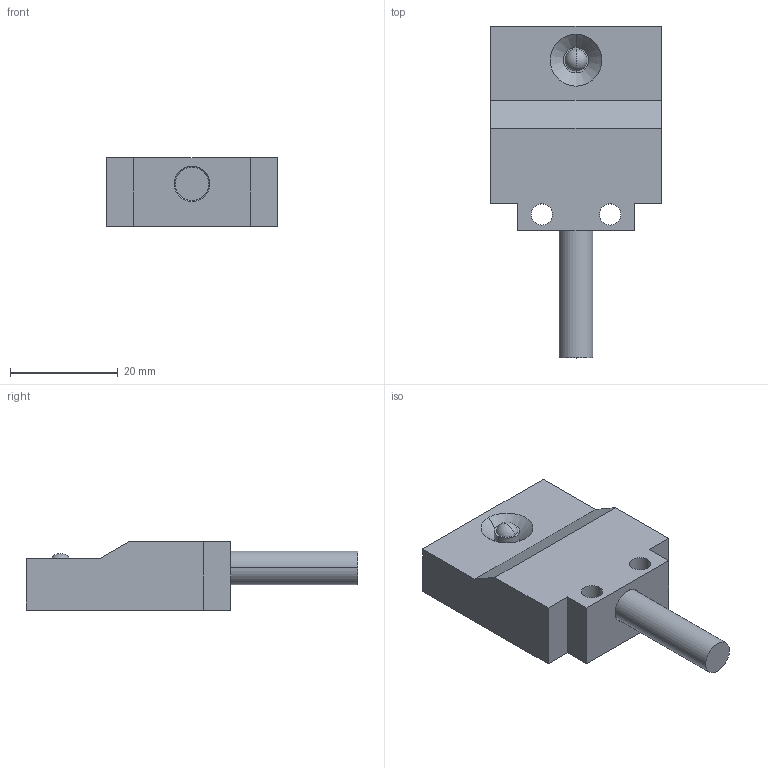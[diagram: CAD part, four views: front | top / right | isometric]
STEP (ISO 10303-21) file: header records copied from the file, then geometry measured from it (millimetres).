
FILE_DESCRIPTION((''),'2;1');
FILE_NAME('215020_ASM','2019-11-04T13:49:59',('pdmadmin'),('BANNER ENGINEERING'),'CREO PARAMETRIC BY PTC INC, 2018300','CREO PARAMETRIC BY PTC INC, 2018300','');
FILE_SCHEMA(('CONFIG_CONTROL_DESIGN'));
Length unit declared in the file: inch
Products named in the file (5): 13409; 25971_POTTING; 25971-CABLE; 05171_RAW; 215020_ASM
Assembly tree (4 placements, depth 2):
  215020_ASM
    13409
    25971_POTTING
    25971-CABLE
    05171_RAW
Bounding box: 31.75 x 61.75 x 12.7 mm (x, y, z)
Volume: 4942.9 mm3; surface area: 8272.6 mm2
Topology: 4 solids, 4 shells, 79 faces, 186 edges, 121 vertices
Faces by surface type: plane 50, cylinder 21, cone 6, sphere 2
Entity records: 2399 total; most frequent: DIRECTION 412, CARTESIAN_POINT 393, ORIENTED_EDGE 368, EDGE_CURVE 184, AXIS2_PLACEMENT_3D 140, VECTOR 132, LINE 132, VERTEX_POINT 121
